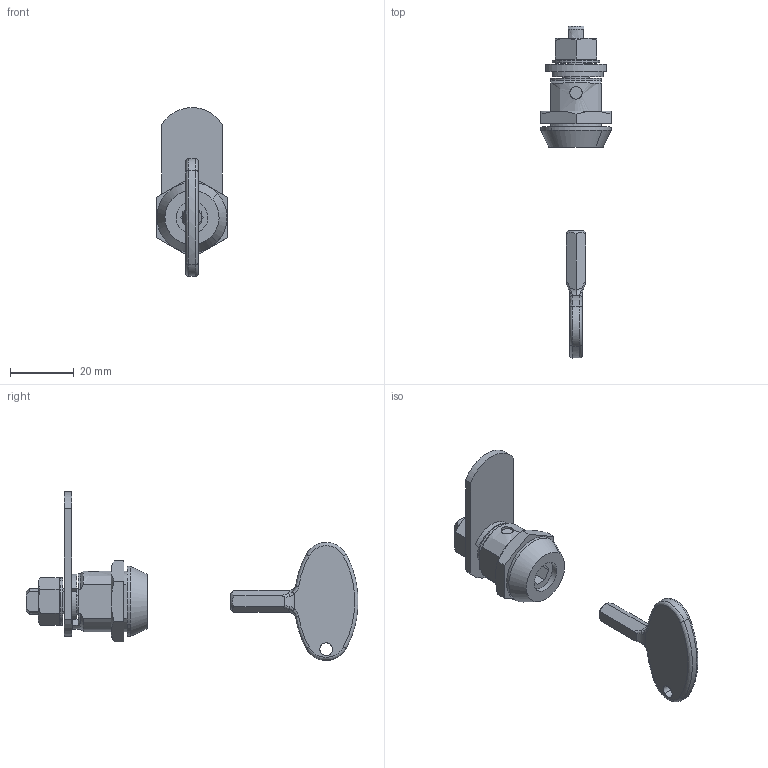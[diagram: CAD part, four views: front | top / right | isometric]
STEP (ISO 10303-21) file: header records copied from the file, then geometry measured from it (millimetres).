
FILE_DESCRIPTION((''),'2;1');
FILE_NAME('','2006-01-16T15:47:48',(''),(''),'','CADfix','');
FILE_SCHEMA(('AUTOMOTIVE_DESIGN'));
Length unit declared in the file: millimetre
Products named in the file (9): key; washer; shaft; nut_B; nut_A; cam_B; cam_A; body; TL_193_001_30369_36
Assembly tree (8 placements, depth 2):
  TL_193_001_30369_36
    key
    washer
    shaft
    nut_B
    nut_A
    cam_B
    cam_A
    body
Bounding box: 22 x 104.2 x 52.97 mm (x, y, z)
Volume: 11339.4 mm3; surface area: 9840.7 mm2
Topology: 8 solids, 8 shells, 150 faces, 463 edges, 333 vertices
Faces by surface type: bspline 150
Entity records: 8214 total; most frequent: CARTESIAN_POINT 5224, ORIENTED_EDGE 926, EDGE_CURVE 463, VERTEX_POINT 333, B_SPLINE_CURVE_WITH_KNOTS 305, EDGE_LOOP 170, QUASI_UNIFORM_CURVE 158, FACE_OUTER_BOUND 150
